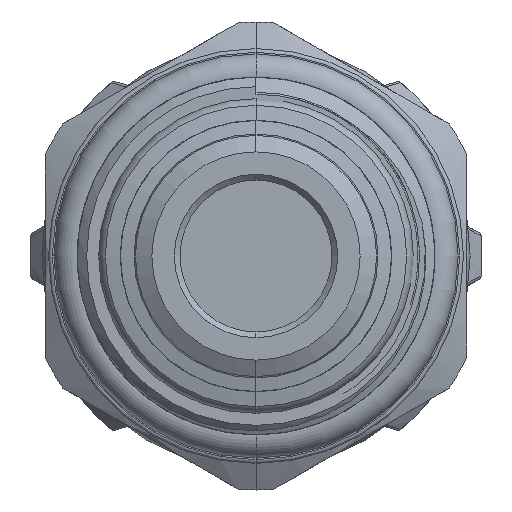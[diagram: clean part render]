
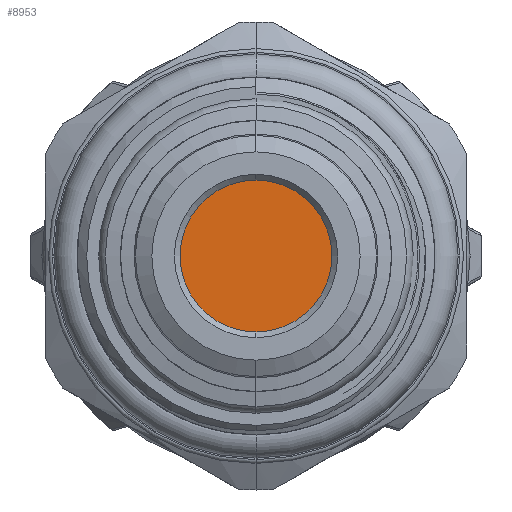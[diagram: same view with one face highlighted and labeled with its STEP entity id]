
A CAD part, left-side view. The second image highlights one B-rep face of the part: STEP entity #8953.
In plain terms, the highlighted planar face has unit normal (-1, 0, 0).
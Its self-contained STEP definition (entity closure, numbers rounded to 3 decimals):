
#1297 = DIRECTION ( 'NONE',  ( -1., 0., 0. ) ) ;
#1523 = CARTESIAN_POINT ( 'NONE',  ( -36.431, 0., -4. ) ) ;
#1769 = DIRECTION ( 'NONE',  ( 1., 0., 0. ) ) ;
#2085 = CARTESIAN_POINT ( 'NONE',  ( -36.431, 0., 0. ) ) ;
#2128 = CIRCLE ( 'NONE', #10274, 4. ) ;
#5837 = VERTEX_POINT ( 'NONE', #1523 ) ;
#5908 = AXIS2_PLACEMENT_3D ( 'NONE', #13535, #1297, #11140 ) ;
#6109 = VERTEX_POINT ( 'NONE', #10667 ) ;
#6230 = EDGE_LOOP ( 'NONE', ( #15284, #7245 ) ) ;
#6695 = AXIS2_PLACEMENT_3D ( 'NONE', #2085, #1769, #13877 ) ;
#6874 = EDGE_CURVE ( 'NONE', #6109, #5837, #7134, .T. ) ;
#7134 = CIRCLE ( 'NONE', #6695, 4. ) ;
#7245 = ORIENTED_EDGE ( 'NONE', *, *, #9076, .F. ) ;
#7645 = DIRECTION ( 'NONE',  ( 1., 0., 0. ) ) ;
#8747 = CARTESIAN_POINT ( 'NONE',  ( -36.431, 0., 0. ) ) ;
#8953 = ADVANCED_FACE ( 'NONE', ( #15039 ), #9771, .T. ) ;
#9076 = EDGE_CURVE ( 'NONE', #5837, #6109, #2128, .T. ) ;
#9771 = PLANE ( 'NONE',  #5908 ) ;
#9980 = DIRECTION ( 'NONE',  ( 0., 0., 1. ) ) ;
#10274 = AXIS2_PLACEMENT_3D ( 'NONE', #8747, #7645, #9980 ) ;
#10667 = CARTESIAN_POINT ( 'NONE',  ( -36.431, 0., 4. ) ) ;
#11140 = DIRECTION ( 'NONE',  ( 0., 0., 1. ) ) ;
#13535 = CARTESIAN_POINT ( 'NONE',  ( -36.431, 0., 0. ) ) ;
#13877 = DIRECTION ( 'NONE',  ( 0., 0., 1. ) ) ;
#15039 = FACE_OUTER_BOUND ( 'NONE', #6230, .T. ) ;
#15284 = ORIENTED_EDGE ( 'NONE', *, *, #6874, .F. ) ;
